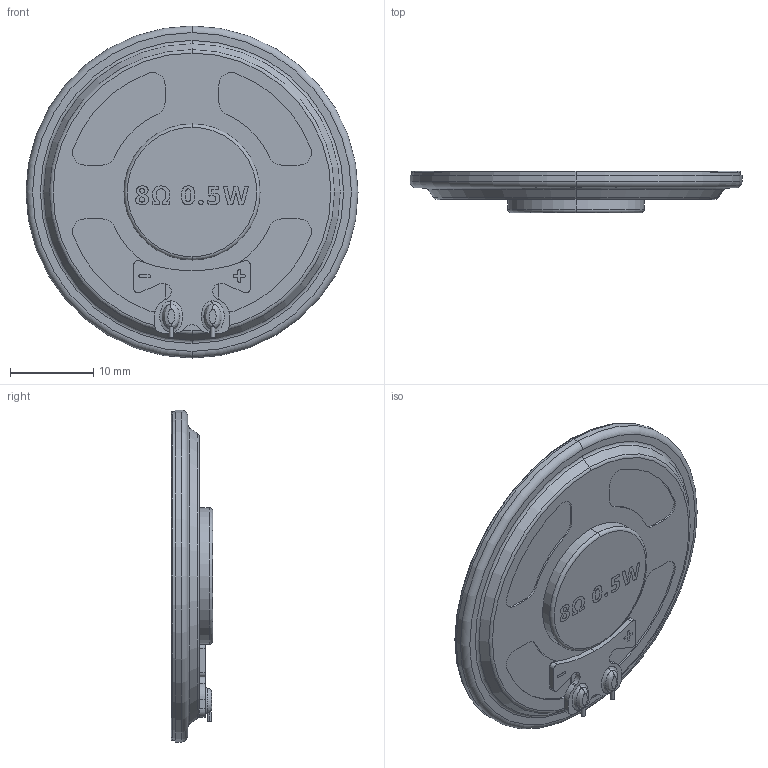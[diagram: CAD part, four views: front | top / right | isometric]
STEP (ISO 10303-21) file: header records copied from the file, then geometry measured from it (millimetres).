
FILE_DESCRIPTION (( 'STEP AP214' ), '1' );
FILE_NAME ('STEP Speaker 8 Ohm 0.5W.STEP', '2021-08-03T08:19:41', ( '' ), ( '' ), 'SwSTEP 2.0', 'SolidWorks 2021', '' );
FILE_SCHEMA (( 'AUTOMOTIVE_DESIGN' ));
Length unit declared in the file: millimetre
Products named in the file (1): STEP Speaker 8 Ohm 0.5W
Bounding box: 40 x 5 x 40 mm (x, y, z)
Volume: 1246.4 mm3; surface area: 5769.8 mm2
Topology: 3 solids, 3 shells, 712 faces, 1785 edges, 1044 vertices
Faces by surface type: bspline 261, torus 242, plane 82, cone 66, cylinder 61
Entity records: 33717 total; most frequent: CARTESIAN_POINT 17092, ORIENTED_EDGE 3450, DIRECTION 2807, EDGE_CURVE 1725, AXIS2_PLACEMENT_3D 1230, VERTEX_POINT 1044, CIRCLE 778, EDGE_LOOP 745
